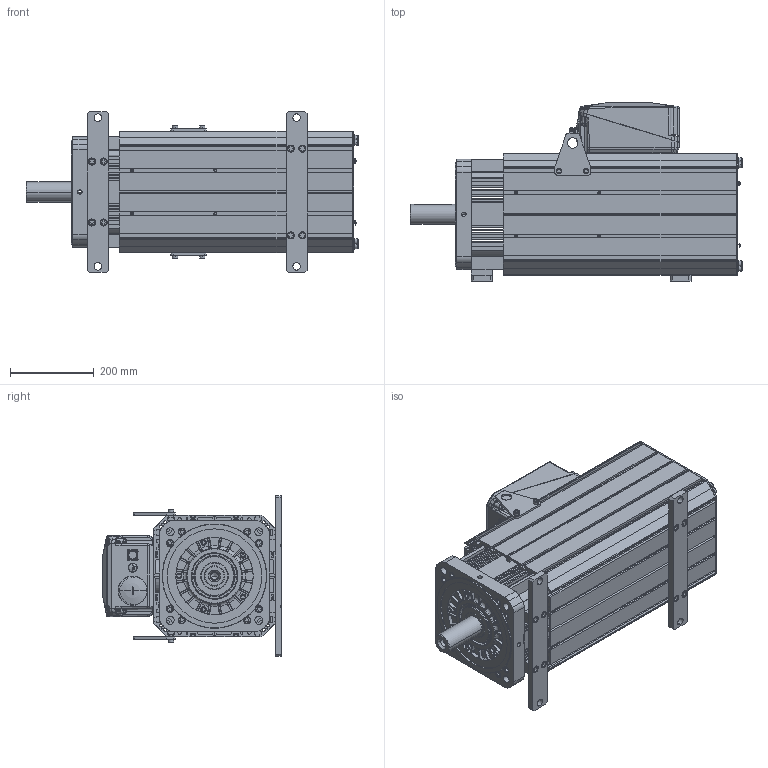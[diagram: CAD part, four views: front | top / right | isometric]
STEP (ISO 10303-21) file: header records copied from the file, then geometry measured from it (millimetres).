
FILE_DESCRIPTION((''),'2;1');
FILE_NAME('U31330F153_67918N-0','2016-06-15T',('zhuanghaohui'),(''),'PRO/ENGINEER BY PARAMETRIC TECHNOLOGY CORPORATION, 2010430','PRO/ENGINEER BY PARAMETRIC TECHNOLOGY CORPORATION, 2010430','');
FILE_SCHEMA(('CONFIG_CONTROL_DESIGN'));
Products named in the file (1): U31330F153_67918N-0
Bounding box: 795.12 x 427.62 x 384.1 mm (x, y, z)
Surface area: 3573234 mm2 (no closed solid volume)
Topology: 0 solids, 233 shells, 2495 faces, 9395 edges, 6967 vertices
Faces by surface type: plane 1293, cylinder 645, bspline 185, torus 180, cone 170, sphere 22
Entity records: 122544 total; most frequent: CARTESIAN_POINT 46148, DIRECTION 15754, ORIENTED_EDGE 13663, EDGE_CURVE 9388, VERTEX_POINT 6967, VECTOR 5494, LINE 5494, AXIS2_PLACEMENT_3D 5130
